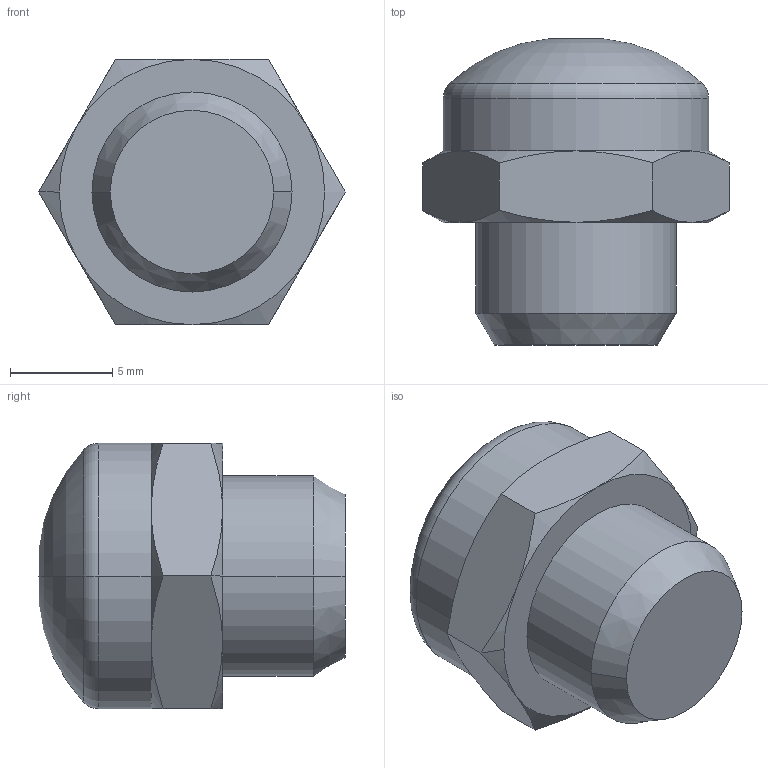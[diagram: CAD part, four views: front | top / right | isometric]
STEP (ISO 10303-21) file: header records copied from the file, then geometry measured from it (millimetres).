
FILE_DESCRIPTION(( 'MV.11FEP00.18.STEP' ), '1');
FILE_NAME( 'MV.11FEP00.18.STEP', '2019-06-19T17:31:13',( 'Sopra'),('sopra-pneumatic.com'), 'SwSTEP 2.0','SolidWorks 2009','' );
FILE_SCHEMA (( 'AUTOMOTIVE_DESIGN' ));
Length unit declared in the file: millimetre
Products named in the file (1): 0702000002A
Bounding box: 15.01 x 15 x 13 mm (x, y, z)
Volume: 1526.8 mm3; surface area: 742.2 mm2
Topology: 1 solids, 1 shells, 32 faces, 69 edges, 38 vertices
Faces by surface type: cone 16, plane 8, cylinder 4, torus 4
Entity records: 962 total; most frequent: CARTESIAN_POINT 274, DIRECTION 138, ORIENTED_EDGE 134, EDGE_CURVE 67, AXIS2_PLACEMENT_3D 62, VERTEX_POINT 38, EDGE_LOOP 33, FACE_OUTER_BOUND 32
